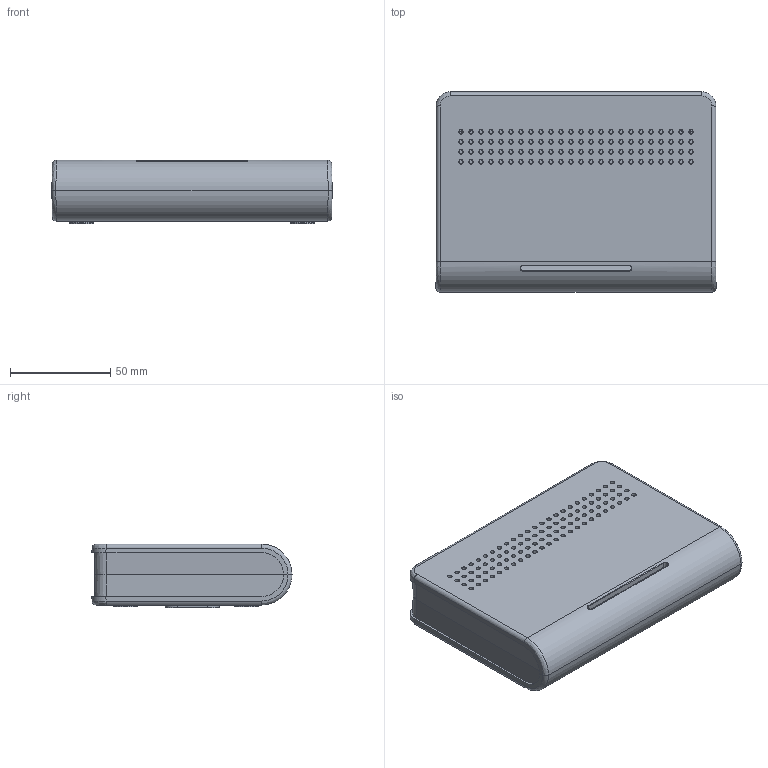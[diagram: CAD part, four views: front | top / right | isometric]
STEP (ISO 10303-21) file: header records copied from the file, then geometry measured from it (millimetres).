
FILE_DESCRIPTION((''),'2;1');
FILE_NAME('1_ASM','2018-08-07T',('Administrator'),(''),'CREO PARAMETRIC BY PTC INC, 2014190','CREO PARAMETRIC BY PTC INC, 2014190','');
FILE_SCHEMA(('CONFIG_CONTROL_DESIGN'));
Length unit declared in the file: millimetre
Products named in the file (3): 1; 2; 1_ASM
Assembly tree (2 placements, depth 2):
  1_ASM
    1
    2
Bounding box: 140 x 100 x 31.8 mm (x, y, z)
Volume: 81785.6 mm3; surface area: 85175.9 mm2
Topology: 2 solids, 4 shells, 817 faces, 2299 edges, 1524 vertices
Faces by surface type: cone 460, plane 220, cylinder 103, bspline 34
Entity records: 29787 total; most frequent: CARTESIAN_POINT 7101, DIRECTION 4825, ORIENTED_EDGE 4590, EDGE_CURVE 2299, AXIS2_PLACEMENT_3D 1930, VERTEX_POINT 1524, EDGE_LOOP 1279, CIRCLE 1138
